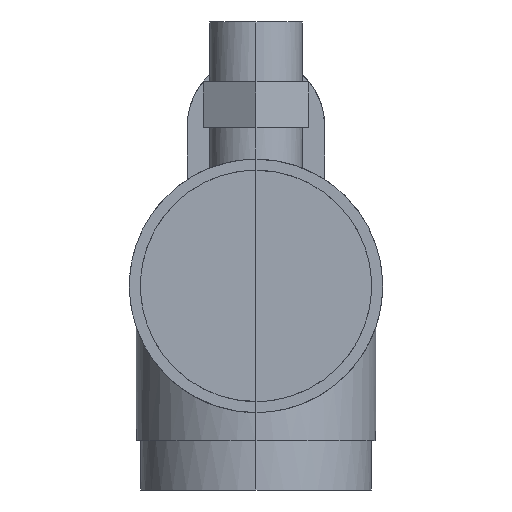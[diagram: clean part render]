
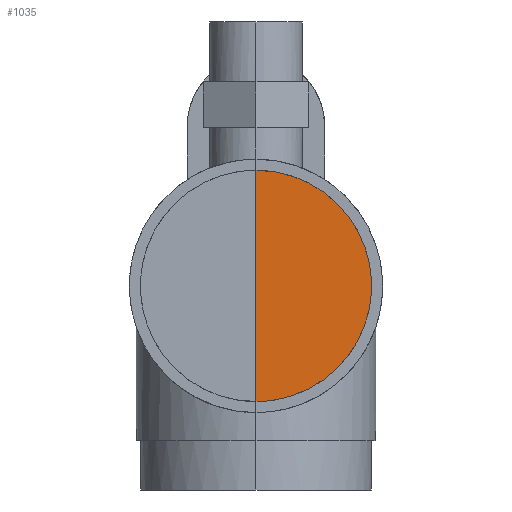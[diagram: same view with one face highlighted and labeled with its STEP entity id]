
A CAD part, left-side view. The second image highlights one B-rep face of the part: STEP entity #1035.
In plain terms, the highlighted planar face has unit normal (-1, 0, 0).
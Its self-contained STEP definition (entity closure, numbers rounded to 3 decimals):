
#1011=CARTESIAN_POINT('Axis2P3D Location',(-58.,0.,0.)) ;
#1017=CARTESIAN_POINT('Control Point',(-58.,0.,32.85)) ;
#1018=CARTESIAN_POINT('Control Point',(-58.,-32.85,32.85)) ;
#1019=CARTESIAN_POINT('Control Point',(-58.,-32.85,0.)) ;
#1020=CARTESIAN_POINT('Control Point',(-58.,-32.85,-32.85)) ;
#1021=CARTESIAN_POINT('Control Point',(-58.,0.,-32.85)) ;
#1022=CARTESIAN_POINT('Vertex',(-58.,0.,32.85)) ;
#1024=CARTESIAN_POINT('Vertex',(-58.,0.,-32.85)) ;
#1028=CARTESIAN_POINT('Control Point',(-58.,0.,-32.85)) ;
#1029=CARTESIAN_POINT('Control Point',(-58.,0.,32.85)) ;
#1012=DIRECTION('Axis2P3D Direction',(-1.,0.,0.)) ;
#1013=DIRECTION('Axis2P3D XDirection',(0.,0.,1.)) ;
#1014=AXIS2_PLACEMENT_3D('Plane Axis2P3D',#1011,#1012,#1013) ;
#1015=PLANE('',#1014) ;
#1026=EDGE_CURVE('',#1023,#1025,#1016,.T.) ;
#1030=EDGE_CURVE('',#1025,#1023,#1027,.T.) ;
#1032=ORIENTED_EDGE('',*,*,#1026,.F.) ;
#1033=ORIENTED_EDGE('',*,*,#1030,.F.) ;
#1031=EDGE_LOOP('',(#1032,#1033)) ;
#1023=VERTEX_POINT('',#1022) ;
#1025=VERTEX_POINT('',#1024) ;
#1035=ADVANCED_FACE('Solid1',(#1034),#1015,.T.) ;
#1027=B_SPLINE_CURVE_WITH_KNOTS('',1,(#1028,#1029),.UNSPECIFIED.,.F.,.U.,(2,2),(0.,65.7),.UNSPECIFIED.) ;
#1034=FACE_OUTER_BOUND('',#1031,.T.) ;
#1016=(BOUNDED_CURVE()B_SPLINE_CURVE(2,(#1017,#1018,#1019,#1020,#1021),.UNSPECIFIED.,.F.,.U.)B_SPLINE_CURVE_WITH_KNOTS((3,2,3),(0.,65.7,131.4),.UNSPECIFIED.)CURVE()GEOMETRIC_REPRESENTATION_ITEM()RATIONAL_B_SPLINE_CURVE((1.,0.707,1.,0.707,1.))REPRESENTATION_ITEM('')) ;
